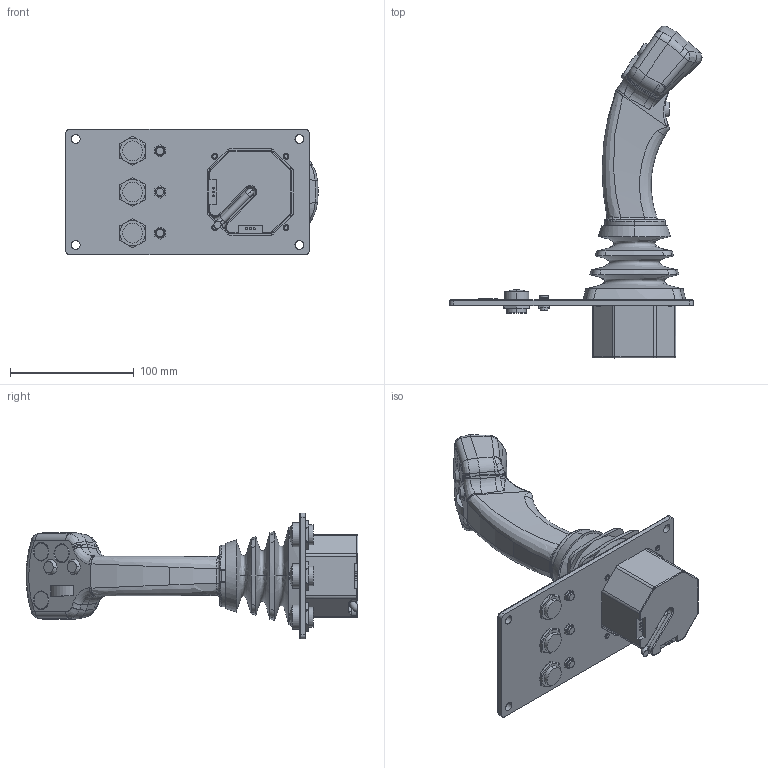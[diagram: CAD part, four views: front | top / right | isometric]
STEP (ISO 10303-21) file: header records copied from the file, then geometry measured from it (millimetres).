
FILE_DESCRIPTION (( 'STEP AP214' ), '1' );
FILE_NAME ('7030_JoystickDD.STEP', '2010-07-07T18:41:50', ( 'Rick' ), ( '' ), 'SwSTEP 2.0', 'SolidWorks 2010', '' );
FILE_SCHEMA (( 'AUTOMOTIVE_DESIGN' ));
Length unit declared in the file: inch
Products named in the file (14): Products.Monitors.70XX-EXM_Transmitters-7030-EXM_Joystick7030-EXM (00007030)Joystick Assembly 7030-EXM110NULL; Products.Monitors.70XX-EXM_Transmitters-7030-EXM_Joystick41063001Joystick - Elobau P-N J6A7AAA00G420T01 Assy50NULL; Products.Monitors.70XX-EXM_Transmitters-7030-EXM_Joystick41063000Joystick Elobau J6A7AAA00G420T01120NULL; Products.Monitors.70XX-EXM_Transmitters-7030-EXM_Joystick51641001Joystick Escutcheon Plate 7030-EXM40NULL; Hardware.Screws-Machine Screws61131000Screw-Mach (10-24 x 0.500-lg) Flat Hd SS10NULL; Products.Monitors.70XX-EXM_Transmitters-7030-EXM_Joystick44630000Label - Joystick Valve Position10NULL; Products.Monitors.70XX-EXM_Transmitters-7010-EXM_Panel_Mount44623000Label - Identification20NULL; Products.Monitors.70XX-EXM_Transmitters-7010-EXM_Panel_Mount44629000Label-Serial Number EXM20NULL; Products.Monitors.70XX-EXM_Transmitters-7030-EXM_Joystick65758_Pushbutton_Switch 7030 Assy65758_Pushbutton_Switch Assy 65758001_65758201_6575840120NULL; Products.Monitors.70XX-EXM_Transmitters-7030-EXM_Joystick65758000ITW Push Button Switch 49-5911260NULL; Products.Monitors.70XX-EXM_Transmitters-7030-EXM_Joystick44423 LED 7030 Assy44423 LED Assy - 44423001_44423201_4442340120NULL; Products.Monitors.70XX-EXM_Transmitters-7030-EXM_Joystick44423000LED Indicator APEM Q6F3BXXG24E30NULL; Products.Monitors.70XX-EXM_Transmitters-7030-EXM_Joystick44634000Label - Joystick Model Number10NULL; 7030_JoystickDD
Assembly tree (20 placements, depth 4):
  7030_JoystickDD
    Products.Monitors.70XX-EXM_Transmitters-7030-EXM_Joystick7030-EXM (00007030)Joystick Assembly 7030-EXM110NULL
      Products.Monitors.70XX-EXM_Transmitters-7030-EXM_Joystick51641001Joystick Escutcheon Plate 7030-EXM40NULL
      Hardware.Screws-Machine Screws61131000Screw-Mach (10-24 x 0.500-lg) Flat Hd SS10NULL  x4
      Products.Monitors.70XX-EXM_Transmitters-7030-EXM_Joystick44423 LED 7030 Assy44423 LED Assy - 44423001_44423201_4442340120NULL  x3
        Products.Monitors.70XX-EXM_Transmitters-7030-EXM_Joystick44423000LED Indicator APEM Q6F3BXXG24E30NULL
      Products.Monitors.70XX-EXM_Transmitters-7030-EXM_Joystick65758_Pushbutton_Switch 7030 Assy65758_Pushbutton_Switch Assy 65758001_65758201_6575840120NULL  x3
        Products.Monitors.70XX-EXM_Transmitters-7030-EXM_Joystick65758000ITW Push Button Switch 49-5911260NULL
      Products.Monitors.70XX-EXM_Transmitters-7030-EXM_Joystick44634000Label - Joystick Model Number10NULL
      Products.Monitors.70XX-EXM_Transmitters-7030-EXM_Joystick44630000Label - Joystick Valve Position10NULL
      Products.Monitors.70XX-EXM_Transmitters-7010-EXM_Panel_Mount44623000Label - Identification20NULL
      Products.Monitors.70XX-EXM_Transmitters-7030-EXM_Joystick41063001Joystick - Elobau P-N J6A7AAA00G420T01 Assy50NULL
        Products.Monitors.70XX-EXM_Transmitters-7030-EXM_Joystick41063000Joystick Elobau J6A7AAA00G420T01120NULL
      Products.Monitors.70XX-EXM_Transmitters-7010-EXM_Panel_Mount44629000Label-Serial Number EXM20NULL
Bounding box: 204.02 x 268.57 x 101.6 mm (x, y, z)
Volume: 715288.3 mm3; surface area: 128099.2 mm2
Topology: 16 solids, 17 shells, 773 faces, 1812 edges, 1120 vertices
Faces by surface type: plane 254, cylinder 251, bspline 121, cone 113, torus 28, sphere 6
Entity records: 29117 total; most frequent: CARTESIAN_POINT 13887, ORIENTED_EDGE 2764, DIRECTION 2283, EDGE_CURVE 1382, AXIS2_PLACEMENT_3D 940, VERTEX_POINT 854, EDGE_LOOP 644, FACE_OUTER_BOUND 576
